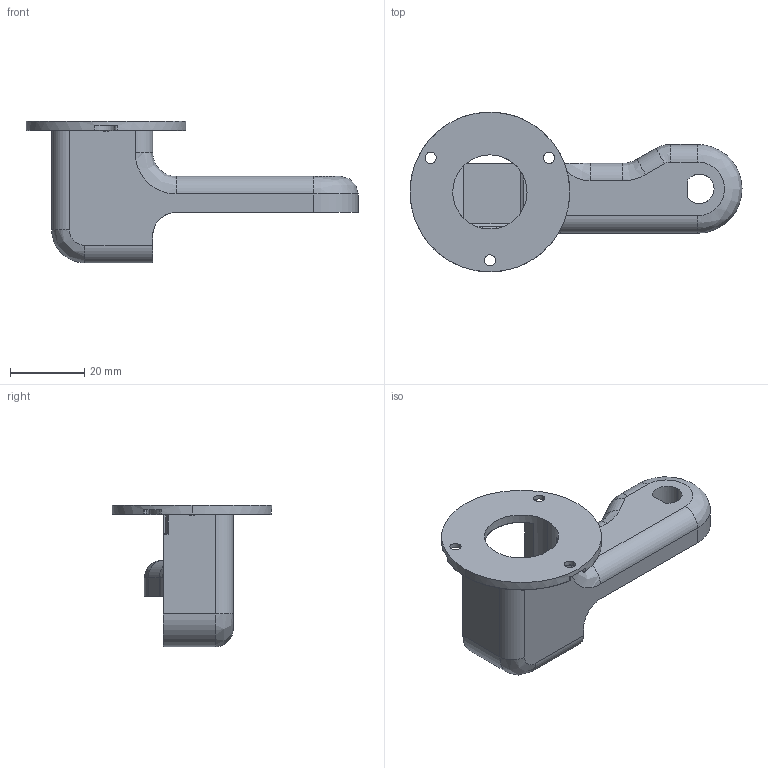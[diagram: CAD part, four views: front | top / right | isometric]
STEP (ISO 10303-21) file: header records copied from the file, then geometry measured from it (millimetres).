
FILE_DESCRIPTION (( 'STEP AP214' ), '1' );
FILE_NAME ('311112-05-B - Left_rear.STEP', '2021-10-20T19:57:24', ( '' ), ( '' ), 'SwSTEP 2.0', 'SolidWorks 2020', '' );
FILE_SCHEMA (( 'AUTOMOTIVE_DESIGN' ));
Length unit declared in the file: millimetre
Products named in the file (1): 311112-05-B - Left_rear
Bounding box: 89.33 x 43 x 38.15 mm (x, y, z)
Volume: 11171.8 mm3; surface area: 13369.2 mm2
Topology: 1 solids, 1 shells, 355 faces, 926 edges, 576 vertices
Faces by surface type: cylinder 179, plane 80, torus 55, bspline 35, sphere 6
Entity records: 12192 total; most frequent: CARTESIAN_POINT 3460, DIRECTION 1917, ORIENTED_EDGE 1824, EDGE_CURVE 912, AXIS2_PLACEMENT_3D 773, VERTEX_POINT 570, CIRCLE 452, EDGE_LOOP 376
